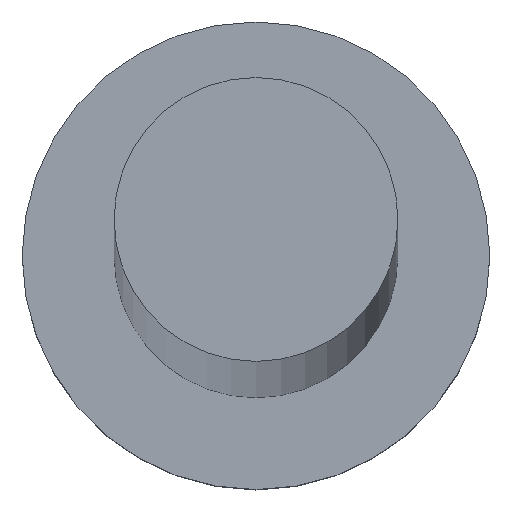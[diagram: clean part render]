
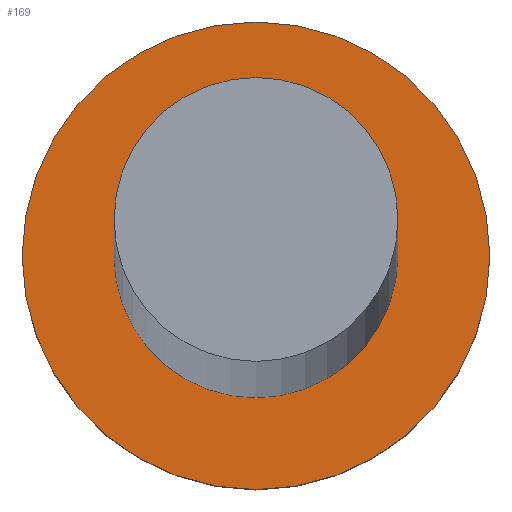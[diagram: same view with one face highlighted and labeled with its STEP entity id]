
A CAD part, top view. The second image highlights one B-rep face of the part: STEP entity #169.
In plain terms, the highlighted planar face has unit normal (0, 0, 1).
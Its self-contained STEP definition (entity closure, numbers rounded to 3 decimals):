
#4 = DIRECTION ( 'NONE',  ( 0., 0., 1. ) ) ;
#9 = DIRECTION ( 'NONE',  ( 0., 0., 1. ) ) ;
#19 = CIRCLE ( 'NONE', #167, 4.25 ) ;
#24 = EDGE_CURVE ( 'NONE', #241, #247, #63, .T. ) ;
#27 = CARTESIAN_POINT ( 'NONE',  ( 0., 0., 6.5 ) ) ;
#44 = CIRCLE ( 'NONE', #200, 4.25 ) ;
#48 = DIRECTION ( 'NONE',  ( 0., 0., 1. ) ) ;
#50 = ORIENTED_EDGE ( 'NONE', *, *, #93, .F. ) ;
#54 = DIRECTION ( 'NONE',  ( 0., 0., 1. ) ) ;
#61 = ORIENTED_EDGE ( 'NONE', *, *, #107, .T. ) ;
#63 = CIRCLE ( 'NONE', #155, 7. ) ;
#68 = DIRECTION ( 'NONE',  ( 0., 0., 1. ) ) ;
#72 = FACE_BOUND ( 'NONE', #170, .T. ) ;
#86 = ORIENTED_EDGE ( 'NONE', *, *, #24, .T. ) ;
#92 = DIRECTION ( 'NONE',  ( 1., 0., 0. ) ) ;
#93 = EDGE_CURVE ( 'NONE', #223, #149, #44, .T. ) ;
#107 = EDGE_CURVE ( 'NONE', #247, #241, #226, .T. ) ;
#114 = CARTESIAN_POINT ( 'NONE',  ( 0., 0., 6.5 ) ) ;
#115 = DIRECTION ( 'NONE',  ( 1., 0., 0. ) ) ;
#120 = PLANE ( 'NONE',  #132 ) ;
#132 = AXIS2_PLACEMENT_3D ( 'NONE', #194, #48, #92 ) ;
#133 = CARTESIAN_POINT ( 'NONE',  ( 0., 0., 6.5 ) ) ;
#148 = EDGE_CURVE ( 'NONE', #149, #223, #19, .T. ) ;
#149 = VERTEX_POINT ( 'NONE', #217 ) ;
#150 = DIRECTION ( 'NONE',  ( 1., 0., 0. ) ) ;
#155 = AXIS2_PLACEMENT_3D ( 'NONE', #27, #9, #188 ) ;
#167 = AXIS2_PLACEMENT_3D ( 'NONE', #114, #54, #115 ) ;
#169 = ADVANCED_FACE ( 'NONE', ( #72, #230 ), #120, .T. ) ;
#170 = EDGE_LOOP ( 'NONE', ( #50, #193 ) ) ;
#173 = CARTESIAN_POINT ( 'NONE',  ( -7., 0., 6.5 ) ) ;
#188 = DIRECTION ( 'NONE',  ( 1., 0., 0. ) ) ;
#193 = ORIENTED_EDGE ( 'NONE', *, *, #148, .F. ) ;
#194 = CARTESIAN_POINT ( 'NONE',  ( 0., 0., 6.5 ) ) ;
#195 = EDGE_LOOP ( 'NONE', ( #86, #61 ) ) ;
#200 = AXIS2_PLACEMENT_3D ( 'NONE', #221, #68, #205 ) ;
#205 = DIRECTION ( 'NONE',  ( 1., 0., 0. ) ) ;
#211 = CARTESIAN_POINT ( 'NONE',  ( -4.25, 0., 6.5 ) ) ;
#212 = CARTESIAN_POINT ( 'NONE',  ( 7., 0., 6.5 ) ) ;
#217 = CARTESIAN_POINT ( 'NONE',  ( 4.25, 0., 6.5 ) ) ;
#221 = CARTESIAN_POINT ( 'NONE',  ( 0., 0., 6.5 ) ) ;
#223 = VERTEX_POINT ( 'NONE', #211 ) ;
#226 = CIRCLE ( 'NONE', #253, 7. ) ;
#230 = FACE_OUTER_BOUND ( 'NONE', #195, .T. ) ;
#241 = VERTEX_POINT ( 'NONE', #173 ) ;
#247 = VERTEX_POINT ( 'NONE', #212 ) ;
#253 = AXIS2_PLACEMENT_3D ( 'NONE', #133, #4, #150 ) ;
